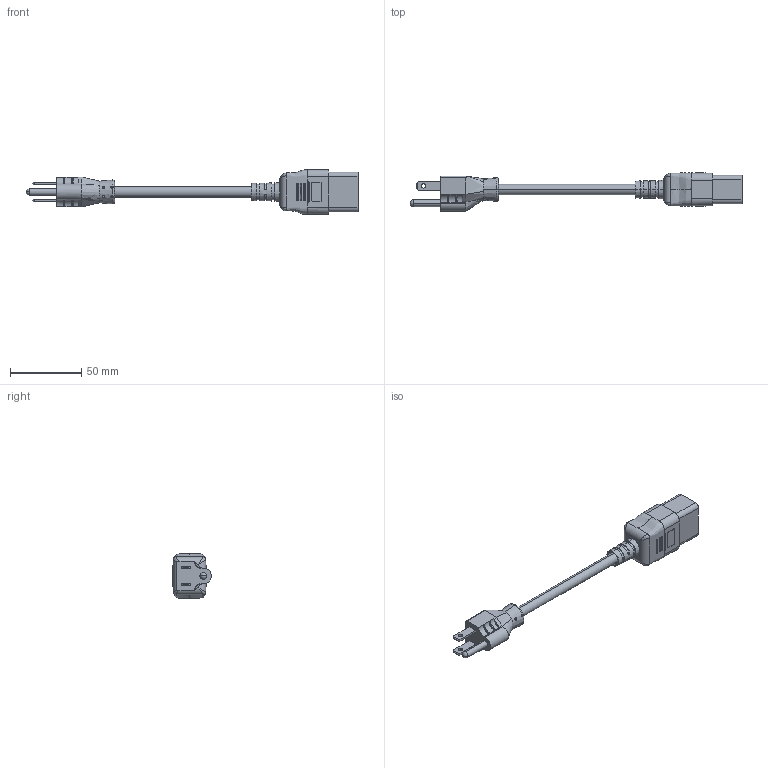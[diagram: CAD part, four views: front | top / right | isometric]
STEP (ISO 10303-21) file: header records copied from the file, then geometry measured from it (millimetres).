
FILE_DESCRIPTION (( 'STEP AP214' ), '1' );
FILE_NAME ('OWN515C19-15-15F_3D.step', '2025-01-31T22:04:04', ( '' ), ( '' ), 'SwSTEP 2.0', 'SolidWorks 2022', '' );
FILE_SCHEMA (( 'AUTOMOTIVE_DESIGN' ));
Length unit declared in the file: inch
Products named in the file (4): EN60320-C19 PWR PLUG; OWN515C19-15-15F_3D; SJTOW3X14AWG CABLE; NEMA_5-15P
Assembly tree (3 placements, depth 2):
  OWN515C19-15-15F_3D
    SJTOW3X14AWG CABLE
    NEMA_5-15P
    EN60320-C19 PWR PLUG
Bounding box: 233.44 x 26.99 x 31.45 mm (x, y, z)
Volume: 52007.9 mm3; surface area: 16576.8 mm2
Topology: 3 solids, 3 shells, 282 faces, 737 edges, 478 vertices
Faces by surface type: plane 109, cylinder 78, bspline 66, torus 17, cone 10, sphere 2
Entity records: 13017 total; most frequent: CARTESIAN_POINT 5679, ORIENTED_EDGE 1462, DIRECTION 1281, EDGE_CURVE 731, VERTEX_POINT 478, AXIS2_PLACEMENT_3D 473, LINE 335, VECTOR 335
